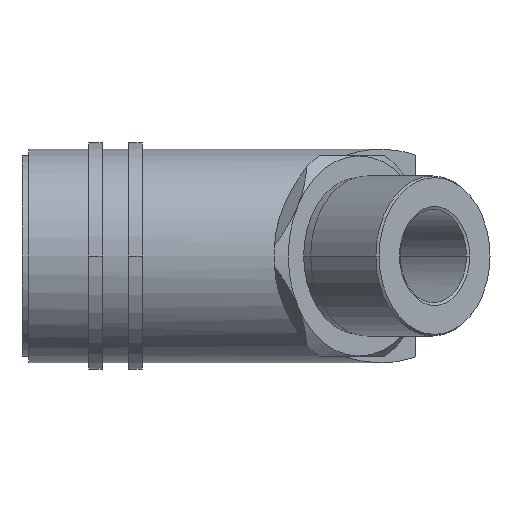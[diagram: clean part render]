
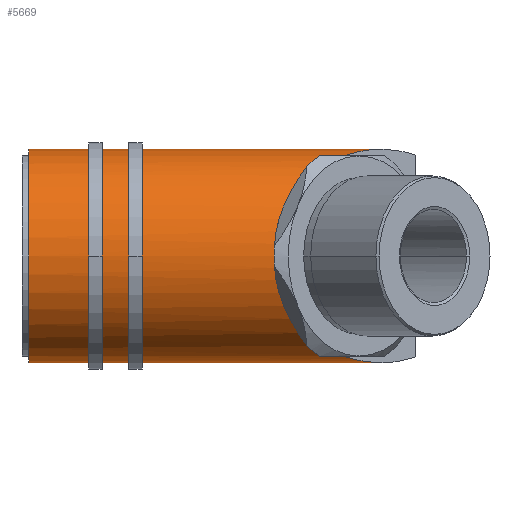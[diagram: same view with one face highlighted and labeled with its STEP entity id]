
A CAD part, front view. The second image highlights one B-rep face of the part: STEP entity #5669.
In plain terms, the highlighted cylindrical face has radius 16 mm (diameter 32 mm), a partial arc.
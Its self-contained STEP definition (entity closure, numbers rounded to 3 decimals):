
#165 = AXIS2_PLACEMENT_3D ( 'NONE', #3727, #3112, #331 ) ;
#331 = DIRECTION ( 'NONE',  ( 0., 0., 1. ) ) ;
#348 = EDGE_CURVE ( 'NONE', #425, #4370, #3615, .T. ) ;
#425 = VERTEX_POINT ( 'NONE', #5000 ) ;
#592 = DIRECTION ( 'NONE',  ( 0., 0., 1. ) ) ;
#595 =( BOUNDED_CURVE ( )  B_SPLINE_CURVE ( 3, ( #1969, #4927, #9121, #7721 ),
 .UNSPECIFIED., .F., .T. ) 
 B_SPLINE_CURVE_WITH_KNOTS ( ( 4, 4 ),
 ( 0., 1.215 ),
 .UNSPECIFIED. ) 
 CURVE ( )  GEOMETRIC_REPRESENTATION_ITEM ( )  RATIONAL_B_SPLINE_CURVE ( ( 1., 0.881, 0.881, 1. ) ) 
 REPRESENTATION_ITEM ( '' )  );
#895 = CARTESIAN_POINT ( 'NONE',  ( 53.787, 0., -16. ) ) ;
#897 =( BOUNDED_CURVE ( )  B_SPLINE_CURVE ( 3, ( #4634, #1857, #3940, #1115 ),
 .UNSPECIFIED., .F., .T. ) 
 B_SPLINE_CURVE_WITH_KNOTS ( ( 4, 4 ),
 ( 1.215, 1.571 ),
 .UNSPECIFIED. ) 
 CURVE ( )  GEOMETRIC_REPRESENTATION_ITEM ( )  RATIONAL_B_SPLINE_CURVE ( ( 1., 0.989, 0.989, 1. ) ) 
 REPRESENTATION_ITEM ( '' )  );
#899 = CARTESIAN_POINT ( 'NONE',  ( 53.787, 0., 16. ) ) ;
#988 = CARTESIAN_POINT ( 'NONE',  ( 50.001, -3.785, -15.662 ) ) ;
#1115 = CARTESIAN_POINT ( 'NONE',  ( 53.787, 0., 16. ) ) ;
#1139 = VERTEX_POINT ( 'NONE', #1596 ) ;
#1158 = EDGE_CURVE ( 'NONE', #1139, #2244, #897, .T. ) ;
#1237 = CARTESIAN_POINT ( 'NONE',  ( 37.787, -16., 0. ) ) ;
#1556 = ORIENTED_EDGE ( 'NONE', *, *, #2114, .T. ) ;
#1596 = CARTESIAN_POINT ( 'NONE',  ( 48.213, -5.574, 14.998 ) ) ;
#1663 = DIRECTION ( 'NONE',  ( -1., 0., 0. ) ) ;
#1802 = FACE_OUTER_BOUND ( 'NONE', #5709, .T. ) ;
#1857 = CARTESIAN_POINT ( 'NONE',  ( 50.001, -3.785, 15.662 ) ) ;
#1900 =( BOUNDED_CURVE ( )  B_SPLINE_CURVE ( 3, ( #895, #8702, #988, #6656 ),
 .UNSPECIFIED., .F., .T. ) 
 B_SPLINE_CURVE_WITH_KNOTS ( ( 4, 4 ),
 ( 4.712, 5.068 ),
 .UNSPECIFIED. ) 
 CURVE ( )  GEOMETRIC_REPRESENTATION_ITEM ( )  RATIONAL_B_SPLINE_CURVE ( ( 1., 0.989, 0.989, 1. ) ) 
 REPRESENTATION_ITEM ( '' )  );
#1941 = CARTESIAN_POINT ( 'NONE',  ( 0., 0., 0. ) ) ;
#1969 = CARTESIAN_POINT ( 'NONE',  ( 37.787, -16., 0. ) ) ;
#1977 = CARTESIAN_POINT ( 'NONE',  ( 37.787, -16., -6.913 ) ) ;
#2090 = ORIENTED_EDGE ( 'NONE', *, *, #7627, .T. ) ;
#2114 = EDGE_CURVE ( 'NONE', #6981, #1139, #595, .T. ) ;
#2172 = CARTESIAN_POINT ( 'NONE',  ( 0., 0., -16. ) ) ;
#2244 = VERTEX_POINT ( 'NONE', #899 ) ;
#2424 = CARTESIAN_POINT ( 'NONE',  ( 48.213, -5.574, -14.998 ) ) ;
#2799 = CARTESIAN_POINT ( 'NONE',  ( 1., 0., -16. ) ) ;
#2816 = VECTOR ( 'NONE', #7745, 1000. ) ;
#3006 = EDGE_CURVE ( 'NONE', #4370, #5313, #8168, .T. ) ;
#3016 = ORIENTED_EDGE ( 'NONE', *, *, #1158, .T. ) ;
#3112 = DIRECTION ( 'NONE',  ( -1., 0., 0. ) ) ;
#3120 = EDGE_CURVE ( 'NONE', #425, #3188, #1900, .T. ) ;
#3188 = VERTEX_POINT ( 'NONE', #2424 ) ;
#3609 = VECTOR ( 'NONE', #1663, 1000. ) ;
#3615 = LINE ( 'NONE', #2172, #2816 ) ;
#3727 = CARTESIAN_POINT ( 'NONE',  ( 1., 0., 0. ) ) ;
#3745 = ORIENTED_EDGE ( 'NONE', *, *, #7381, .T. ) ;
#3785 = ORIENTED_EDGE ( 'NONE', *, *, #3006, .F. ) ;
#3796 = LINE ( 'NONE', #8020, #3609 ) ;
#3940 = CARTESIAN_POINT ( 'NONE',  ( 51.879, -1.908, 16. ) ) ;
#4370 = VERTEX_POINT ( 'NONE', #2799 ) ;
#4634 = CARTESIAN_POINT ( 'NONE',  ( 48.213, -5.574, 14.998 ) ) ;
#4927 = CARTESIAN_POINT ( 'NONE',  ( 37.787, -16., 6.913 ) ) ;
#5000 = CARTESIAN_POINT ( 'NONE',  ( 53.787, 0., -16. ) ) ;
#5313 = VERTEX_POINT ( 'NONE', #7568 ) ;
#5344 = ORIENTED_EDGE ( 'NONE', *, *, #3120, .T. ) ;
#5423 = DIRECTION ( 'NONE',  ( -1., 0., 0. ) ) ;
#5669 = ADVANCED_FACE ( 'NONE', ( #1802 ), #8301, .T. ) ;
#5709 = EDGE_LOOP ( 'NONE', ( #7075, #5344, #2090, #1556, #3016, #3745, #3785 ) ) ;
#6647 =( BOUNDED_CURVE ( )  B_SPLINE_CURVE ( 3, ( #9084, #9172, #1977, #1237 ),
 .UNSPECIFIED., .F., .T. ) 
 B_SPLINE_CURVE_WITH_KNOTS ( ( 4, 4 ),
 ( 5.068, 6.283 ),
 .UNSPECIFIED. ) 
 CURVE ( )  GEOMETRIC_REPRESENTATION_ITEM ( )  RATIONAL_B_SPLINE_CURVE ( ( 1., 0.881, 0.881, 1. ) ) 
 REPRESENTATION_ITEM ( '' )  );
#6656 = CARTESIAN_POINT ( 'NONE',  ( 48.213, -5.574, -14.998 ) ) ;
#6981 = VERTEX_POINT ( 'NONE', #8494 ) ;
#7075 = ORIENTED_EDGE ( 'NONE', *, *, #348, .F. ) ;
#7311 = AXIS2_PLACEMENT_3D ( 'NONE', #1941, #5423, #592 ) ;
#7381 = EDGE_CURVE ( 'NONE', #2244, #5313, #3796, .T. ) ;
#7568 = CARTESIAN_POINT ( 'NONE',  ( 1., 0., 16. ) ) ;
#7627 = EDGE_CURVE ( 'NONE', #3188, #6981, #6647, .T. ) ;
#7721 = CARTESIAN_POINT ( 'NONE',  ( 48.213, -5.574, 14.998 ) ) ;
#7745 = DIRECTION ( 'NONE',  ( -1., 0., 0. ) ) ;
#8020 = CARTESIAN_POINT ( 'NONE',  ( 0., 0., 16. ) ) ;
#8168 = CIRCLE ( 'NONE', #165, 16. ) ;
#8301 = CYLINDRICAL_SURFACE ( 'NONE', #7311, 16. ) ;
#8494 = CARTESIAN_POINT ( 'NONE',  ( 37.787, -16., 0. ) ) ;
#8702 = CARTESIAN_POINT ( 'NONE',  ( 51.879, -1.908, -16. ) ) ;
#9084 = CARTESIAN_POINT ( 'NONE',  ( 48.213, -5.574, -14.998 ) ) ;
#9121 = CARTESIAN_POINT ( 'NONE',  ( 41.733, -12.054, 12.59 ) ) ;
#9172 = CARTESIAN_POINT ( 'NONE',  ( 41.733, -12.054, -12.59 ) ) ;
